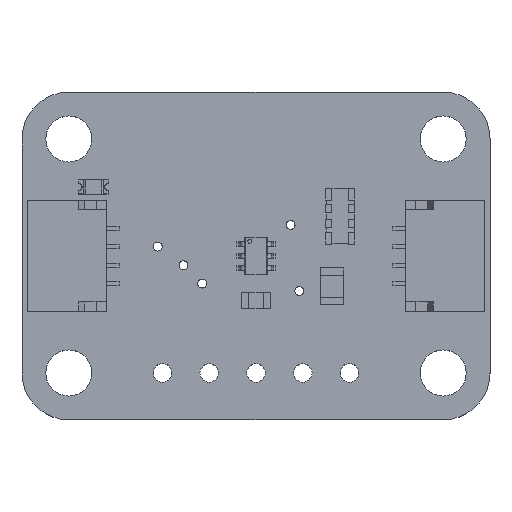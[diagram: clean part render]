
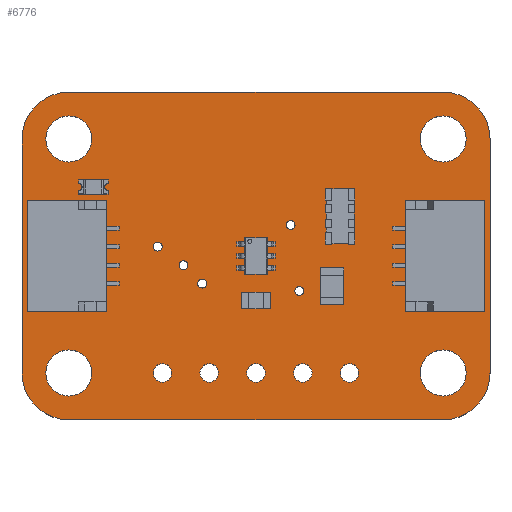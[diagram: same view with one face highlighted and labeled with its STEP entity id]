
A CAD part, top view. The second image highlights one B-rep face of the part: STEP entity #6776.
In plain terms, the highlighted planar face has unit normal (0, 0, 1).
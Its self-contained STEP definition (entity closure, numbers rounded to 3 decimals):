
#86=FACE_BOUND('',#820,.T.);
#87=FACE_BOUND('',#821,.T.);
#88=FACE_BOUND('',#822,.T.);
#89=FACE_BOUND('',#823,.T.);
#90=FACE_BOUND('',#824,.T.);
#91=FACE_BOUND('',#825,.T.);
#92=FACE_BOUND('',#826,.T.);
#93=FACE_BOUND('',#827,.T.);
#94=FACE_BOUND('',#828,.T.);
#95=FACE_BOUND('',#829,.T.);
#96=FACE_BOUND('',#830,.T.);
#97=FACE_BOUND('',#831,.T.);
#98=FACE_BOUND('',#832,.T.);
#99=FACE_BOUND('',#833,.T.);
#100=FACE_BOUND('',#834,.T.);
#101=FACE_BOUND('',#835,.T.);
#128=PLANE('',#7275);
#457=FACE_OUTER_BOUND('',#819,.T.);
#819=EDGE_LOOP('',(#4711,#4712,#4713,#4714,#4715,#4716,#4717,#4718));
#820=EDGE_LOOP('',(#4719));
#821=EDGE_LOOP('',(#4720));
#822=EDGE_LOOP('',(#4721));
#823=EDGE_LOOP('',(#4722));
#824=EDGE_LOOP('',(#4723));
#825=EDGE_LOOP('',(#4724));
#826=EDGE_LOOP('',(#4725));
#827=EDGE_LOOP('',(#4726));
#828=EDGE_LOOP('',(#4727));
#829=EDGE_LOOP('',(#4728));
#830=EDGE_LOOP('',(#4729));
#831=EDGE_LOOP('',(#4730));
#832=EDGE_LOOP('',(#4731));
#833=EDGE_LOOP('',(#4732));
#834=EDGE_LOOP('',(#4733));
#835=EDGE_LOOP('',(#4734));
#1213=LINE('',#9612,#2071);
#1217=LINE('',#9624,#2075);
#1221=LINE('',#9636,#2079);
#1225=LINE('',#9648,#2083);
#2071=VECTOR('',#7809,10.);
#2075=VECTOR('',#7821,10.);
#2079=VECTOR('',#7833,10.);
#2083=VECTOR('',#7845,10.);
#2912=CIRCLE('',#7213,0.5);
#2914=CIRCLE('',#7216,0.5);
#2916=CIRCLE('',#7219,1.25);
#2918=CIRCLE('',#7222,1.25);
#2920=CIRCLE('',#7225,1.25);
#2922=CIRCLE('',#7228,0.241);
#2924=CIRCLE('',#7231,0.242);
#2926=CIRCLE('',#7234,0.241);
#2928=CIRCLE('',#7237,0.242);
#2930=CIRCLE('',#7240,0.242);
#2932=CIRCLE('',#7243,0.241);
#2934=CIRCLE('',#7246,0.242);
#2936=CIRCLE('',#7249,1.25);
#2938=CIRCLE('',#7252,0.5);
#2940=CIRCLE('',#7255,0.5);
#2942=CIRCLE('',#7258,0.5);
#2944=CIRCLE('',#7262,2.54);
#2946=CIRCLE('',#7266,2.54);
#2948=CIRCLE('',#7270,2.54);
#2950=CIRCLE('',#7274,2.54);
#3010=VERTEX_POINT('',#9512);
#3012=VERTEX_POINT('',#9518);
#3014=VERTEX_POINT('',#9524);
#3016=VERTEX_POINT('',#9530);
#3018=VERTEX_POINT('',#9536);
#3020=VERTEX_POINT('',#9542);
#3022=VERTEX_POINT('',#9548);
#3024=VERTEX_POINT('',#9554);
#3026=VERTEX_POINT('',#9560);
#3028=VERTEX_POINT('',#9566);
#3030=VERTEX_POINT('',#9572);
#3032=VERTEX_POINT('',#9578);
#3034=VERTEX_POINT('',#9584);
#3036=VERTEX_POINT('',#9590);
#3038=VERTEX_POINT('',#9596);
#3040=VERTEX_POINT('',#9602);
#3043=VERTEX_POINT('',#9609);
#3044=VERTEX_POINT('',#9611);
#3046=VERTEX_POINT('',#9617);
#3048=VERTEX_POINT('',#9623);
#3050=VERTEX_POINT('',#9629);
#3052=VERTEX_POINT('',#9635);
#3054=VERTEX_POINT('',#9641);
#3056=VERTEX_POINT('',#9647);
#3653=EDGE_CURVE('',#3010,#3010,#2912,.T.);
#3656=EDGE_CURVE('',#3012,#3012,#2914,.T.);
#3659=EDGE_CURVE('',#3014,#3014,#2916,.T.);
#3662=EDGE_CURVE('',#3016,#3016,#2918,.T.);
#3665=EDGE_CURVE('',#3018,#3018,#2920,.T.);
#3668=EDGE_CURVE('',#3020,#3020,#2922,.T.);
#3671=EDGE_CURVE('',#3022,#3022,#2924,.T.);
#3674=EDGE_CURVE('',#3024,#3024,#2926,.T.);
#3677=EDGE_CURVE('',#3026,#3026,#2928,.T.);
#3680=EDGE_CURVE('',#3028,#3028,#2930,.T.);
#3683=EDGE_CURVE('',#3030,#3030,#2932,.T.);
#3686=EDGE_CURVE('',#3032,#3032,#2934,.T.);
#3689=EDGE_CURVE('',#3034,#3034,#2936,.T.);
#3692=EDGE_CURVE('',#3036,#3036,#2938,.T.);
#3695=EDGE_CURVE('',#3038,#3038,#2940,.T.);
#3698=EDGE_CURVE('',#3040,#3040,#2942,.T.);
#3701=EDGE_CURVE('',#3044,#3043,#1213,.T.);
#3704=EDGE_CURVE('',#3046,#3044,#2944,.T.);
#3707=EDGE_CURVE('',#3048,#3046,#1217,.T.);
#3710=EDGE_CURVE('',#3050,#3048,#2946,.T.);
#3713=EDGE_CURVE('',#3052,#3050,#1221,.T.);
#3716=EDGE_CURVE('',#3054,#3052,#2948,.T.);
#3719=EDGE_CURVE('',#3056,#3054,#1225,.T.);
#3722=EDGE_CURVE('',#3043,#3056,#2950,.T.);
#4711=ORIENTED_EDGE('',*,*,#3722,.T.);
#4712=ORIENTED_EDGE('',*,*,#3719,.T.);
#4713=ORIENTED_EDGE('',*,*,#3716,.T.);
#4714=ORIENTED_EDGE('',*,*,#3713,.T.);
#4715=ORIENTED_EDGE('',*,*,#3710,.T.);
#4716=ORIENTED_EDGE('',*,*,#3707,.T.);
#4717=ORIENTED_EDGE('',*,*,#3704,.T.);
#4718=ORIENTED_EDGE('',*,*,#3701,.T.);
#4719=ORIENTED_EDGE('',*,*,#3653,.T.);
#4720=ORIENTED_EDGE('',*,*,#3656,.T.);
#4721=ORIENTED_EDGE('',*,*,#3659,.T.);
#4722=ORIENTED_EDGE('',*,*,#3662,.T.);
#4723=ORIENTED_EDGE('',*,*,#3665,.T.);
#4724=ORIENTED_EDGE('',*,*,#3668,.T.);
#4725=ORIENTED_EDGE('',*,*,#3671,.T.);
#4726=ORIENTED_EDGE('',*,*,#3674,.T.);
#4727=ORIENTED_EDGE('',*,*,#3677,.T.);
#4728=ORIENTED_EDGE('',*,*,#3680,.T.);
#4729=ORIENTED_EDGE('',*,*,#3683,.T.);
#4730=ORIENTED_EDGE('',*,*,#3686,.T.);
#4731=ORIENTED_EDGE('',*,*,#3689,.T.);
#4732=ORIENTED_EDGE('',*,*,#3692,.T.);
#4733=ORIENTED_EDGE('',*,*,#3695,.T.);
#4734=ORIENTED_EDGE('',*,*,#3698,.T.);
#6776=ADVANCED_FACE('',(#457,#86,#87,#88,#89,#90,#91,#92,#93,#94,#95,#96,
#97,#98,#99,#100,#101),#128,.T.);
#7213=AXIS2_PLACEMENT_3D('',#9514,#7698,#7699);
#7216=AXIS2_PLACEMENT_3D('',#9520,#7705,#7706);
#7219=AXIS2_PLACEMENT_3D('',#9526,#7712,#7713);
#7222=AXIS2_PLACEMENT_3D('',#9532,#7719,#7720);
#7225=AXIS2_PLACEMENT_3D('',#9538,#7726,#7727);
#7228=AXIS2_PLACEMENT_3D('',#9544,#7733,#7734);
#7231=AXIS2_PLACEMENT_3D('',#9550,#7740,#7741);
#7234=AXIS2_PLACEMENT_3D('',#9556,#7747,#7748);
#7237=AXIS2_PLACEMENT_3D('',#9562,#7754,#7755);
#7240=AXIS2_PLACEMENT_3D('',#9568,#7761,#7762);
#7243=AXIS2_PLACEMENT_3D('',#9574,#7768,#7769);
#7246=AXIS2_PLACEMENT_3D('',#9580,#7775,#7776);
#7249=AXIS2_PLACEMENT_3D('',#9586,#7782,#7783);
#7252=AXIS2_PLACEMENT_3D('',#9592,#7789,#7790);
#7255=AXIS2_PLACEMENT_3D('',#9598,#7796,#7797);
#7258=AXIS2_PLACEMENT_3D('',#9604,#7803,#7804);
#7262=AXIS2_PLACEMENT_3D('',#9618,#7815,#7816);
#7266=AXIS2_PLACEMENT_3D('',#9630,#7827,#7828);
#7270=AXIS2_PLACEMENT_3D('',#9642,#7839,#7840);
#7274=AXIS2_PLACEMENT_3D('',#9652,#7851,#7852);
#7275=AXIS2_PLACEMENT_3D('',#9653,#7853,#7854);
#7698=DIRECTION('center_axis',(0.,0.,-1.));
#7699=DIRECTION('ref_axis',(1.,0.,0.));
#7705=DIRECTION('center_axis',(0.,0.,-1.));
#7706=DIRECTION('ref_axis',(1.,0.,0.));
#7712=DIRECTION('center_axis',(0.,0.,-1.));
#7713=DIRECTION('ref_axis',(1.,0.,0.));
#7719=DIRECTION('center_axis',(0.,0.,-1.));
#7720=DIRECTION('ref_axis',(1.,0.,0.));
#7726=DIRECTION('center_axis',(0.,0.,-1.));
#7727=DIRECTION('ref_axis',(1.,0.,0.));
#7733=DIRECTION('center_axis',(0.,0.,-1.));
#7734=DIRECTION('ref_axis',(1.,0.,0.));
#7740=DIRECTION('center_axis',(0.,0.,-1.));
#7741=DIRECTION('ref_axis',(1.,0.,0.));
#7747=DIRECTION('center_axis',(0.,0.,-1.));
#7748=DIRECTION('ref_axis',(1.,0.,0.));
#7754=DIRECTION('center_axis',(0.,0.,-1.));
#7755=DIRECTION('ref_axis',(1.,0.,0.));
#7761=DIRECTION('center_axis',(0.,0.,-1.));
#7762=DIRECTION('ref_axis',(1.,0.,0.));
#7768=DIRECTION('center_axis',(0.,0.,-1.));
#7769=DIRECTION('ref_axis',(1.,0.,0.));
#7775=DIRECTION('center_axis',(0.,0.,-1.));
#7776=DIRECTION('ref_axis',(1.,0.,0.));
#7782=DIRECTION('center_axis',(0.,0.,-1.));
#7783=DIRECTION('ref_axis',(1.,0.,0.));
#7789=DIRECTION('center_axis',(0.,0.,-1.));
#7790=DIRECTION('ref_axis',(1.,0.,0.));
#7796=DIRECTION('center_axis',(0.,0.,-1.));
#7797=DIRECTION('ref_axis',(1.,0.,0.));
#7803=DIRECTION('center_axis',(0.,0.,-1.));
#7804=DIRECTION('ref_axis',(1.,0.,0.));
#7809=DIRECTION('',(-1.,0.,0.));
#7815=DIRECTION('center_axis',(0.,0.,1.));
#7816=DIRECTION('ref_axis',(1.,0.,0.));
#7821=DIRECTION('',(0.,1.,0.));
#7827=DIRECTION('center_axis',(0.,0.,1.));
#7828=DIRECTION('ref_axis',(0.,-1.,0.));
#7833=DIRECTION('',(1.,0.,0.));
#7839=DIRECTION('center_axis',(0.,0.,1.));
#7840=DIRECTION('ref_axis',(-1.,0.,0.));
#7845=DIRECTION('',(0.,-1.,0.));
#7851=DIRECTION('center_axis',(0.,0.,1.));
#7852=DIRECTION('ref_axis',(0.,1.,0.));
#7853=DIRECTION('center_axis',(0.,0.,1.));
#7854=DIRECTION('ref_axis',(1.,0.,0.));
#9512=CARTESIAN_POINT('',(14.74,2.54,1.57));
#9514=CARTESIAN_POINT('Origin',(15.24,2.54,1.57));
#9518=CARTESIAN_POINT('',(9.66,2.54,1.57));
#9520=CARTESIAN_POINT('Origin',(10.16,2.54,1.57));
#9524=CARTESIAN_POINT('',(21.61,2.54,1.57));
#9526=CARTESIAN_POINT('Origin',(22.86,2.54,1.57));
#9530=CARTESIAN_POINT('',(21.61,15.24,1.57));
#9532=CARTESIAN_POINT('Origin',(22.86,15.24,1.57));
#9536=CARTESIAN_POINT('',(1.29,15.24,1.57));
#9538=CARTESIAN_POINT('Origin',(2.54,15.24,1.57));
#9542=CARTESIAN_POINT('',(14.809,6.985,1.57));
#9544=CARTESIAN_POINT('Origin',(15.05,6.985,1.57));
#9548=CARTESIAN_POINT('',(9.538,7.39,1.57));
#9550=CARTESIAN_POINT('Origin',(9.779,7.39,1.57));
#9554=CARTESIAN_POINT('',(21.793,9.017,1.57));
#9556=CARTESIAN_POINT('Origin',(22.034,9.017,1.57));
#9560=CARTESIAN_POINT('',(21.667,10.35,1.57));
#9562=CARTESIAN_POINT('Origin',(21.908,10.35,1.57));
#9566=CARTESIAN_POINT('',(7.125,9.398,1.57));
#9568=CARTESIAN_POINT('Origin',(7.366,9.398,1.57));
#9572=CARTESIAN_POINT('',(14.337,10.568,1.57));
#9574=CARTESIAN_POINT('Origin',(14.578,10.568,1.57));
#9578=CARTESIAN_POINT('',(8.522,8.39,1.57));
#9580=CARTESIAN_POINT('Origin',(8.763,8.39,1.57));
#9584=CARTESIAN_POINT('',(1.29,2.54,1.57));
#9586=CARTESIAN_POINT('Origin',(2.54,2.54,1.57));
#9590=CARTESIAN_POINT('',(7.12,2.54,1.57));
#9592=CARTESIAN_POINT('Origin',(7.62,2.54,1.57));
#9596=CARTESIAN_POINT('',(12.2,2.54,1.57));
#9598=CARTESIAN_POINT('Origin',(12.7,2.54,1.57));
#9602=CARTESIAN_POINT('',(17.28,2.54,1.57));
#9604=CARTESIAN_POINT('Origin',(17.78,2.54,1.57));
#9609=CARTESIAN_POINT('',(2.54,17.78,1.57));
#9611=CARTESIAN_POINT('',(22.86,17.78,1.57));
#9612=CARTESIAN_POINT('',(22.86,17.78,1.57));
#9617=CARTESIAN_POINT('',(25.4,15.24,1.57));
#9618=CARTESIAN_POINT('Origin',(22.86,15.24,1.57));
#9623=CARTESIAN_POINT('',(25.4,2.54,1.57));
#9624=CARTESIAN_POINT('',(25.4,2.54,1.57));
#9629=CARTESIAN_POINT('',(22.86,0.,1.57));
#9630=CARTESIAN_POINT('Origin',(22.86,2.54,1.57));
#9635=CARTESIAN_POINT('',(2.54,0.,1.57));
#9636=CARTESIAN_POINT('',(2.54,0.,1.57));
#9641=CARTESIAN_POINT('',(0.,2.54,1.57));
#9642=CARTESIAN_POINT('Origin',(2.54,2.54,1.57));
#9647=CARTESIAN_POINT('',(0.,15.24,1.57));
#9648=CARTESIAN_POINT('',(0.,15.24,1.57));
#9652=CARTESIAN_POINT('Origin',(2.54,15.24,1.57));
#9653=CARTESIAN_POINT('Origin',(12.7,8.89,1.57));
